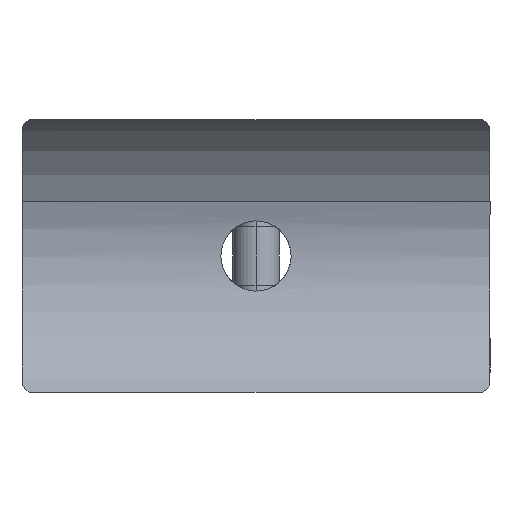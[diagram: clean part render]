
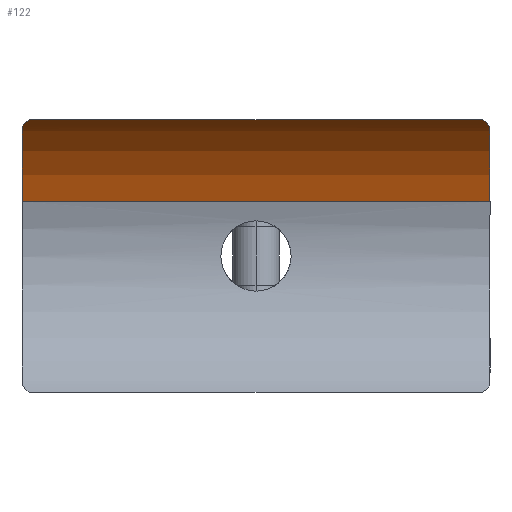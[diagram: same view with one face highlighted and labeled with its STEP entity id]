
A CAD part, left-side view. The second image highlights one B-rep face of the part: STEP entity #122.
In plain terms, the highlighted cylindrical face has radius 21.2 mm (diameter 42.4 mm), a partial arc.
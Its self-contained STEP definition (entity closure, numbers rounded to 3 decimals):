
#15 = EDGE_CURVE ( 'NONE', #4263, #3967, #2942, .T. ) ;
#92 = ORIENTED_EDGE ( 'NONE', *, *, #2103, .F. ) ;
#122 = ADVANCED_FACE ( 'NONE', ( #190 ), #3455, .F. ) ;
#127 = CARTESIAN_POINT ( 'NONE',  ( -56.189, 30., 7. ) ) ;
#168 = LINE ( 'NONE', #2439, #2038 ) ;
#190 = FACE_OUTER_BOUND ( 'NONE', #3149, .T. ) ;
#322 = CARTESIAN_POINT ( 'NONE',  ( -64.192, -28.994, 17.472 ) ) ;
#367 = DIRECTION ( 'NONE',  ( 1., 0., 0. ) ) ;
#418 = CARTESIAN_POINT ( 'NONE',  ( -64.234, 28.889, 17.5 ) ) ;
#441 = CARTESIAN_POINT ( 'NONE',  ( -76.2, 30., 0. ) ) ;
#527 = CARTESIAN_POINT ( 'NONE',  ( -64.234, -28.889, 17.5 ) ) ;
#556 = ORIENTED_EDGE ( 'NONE', *, *, #3287, .T. ) ;
#593 = CARTESIAN_POINT ( 'NONE',  ( -76.2, -39., 0. ) ) ;
#622 = VERTEX_POINT ( 'NONE', #1059 ) ;
#699 = CARTESIAN_POINT ( 'NONE',  ( -64.011, -29.262, 17.346 ) ) ;
#710 = EDGE_CURVE ( 'NONE', #1391, #622, #168, .T. ) ;
#770 = DIRECTION ( 'NONE',  ( 0., -1., 0. ) ) ;
#839 = DIRECTION ( 'NONE',  ( 0., 1., 0. ) ) ;
#867 = B_SPLINE_CURVE_WITH_KNOTS ( 'NONE', 3,
 ( #3271, #3593, #2930, #2183, #1466, #4349, #1010, #2160, #699, #1413, #322, #4735 ),
 .UNSPECIFIED., .F., .F.,
 ( 4, 2, 2, 2, 2, 4 ),
 ( 0., 0.001, 0.001, 0.002, 0.002, 0.003 ),
 .UNSPECIFIED. ) ;
#1010 = CARTESIAN_POINT ( 'NONE',  ( -63.716, -29.548, 17.136 ) ) ;
#1059 = CARTESIAN_POINT ( 'NONE',  ( -64.234, 28.889, 17.5 ) ) ;
#1072 = CARTESIAN_POINT ( 'NONE',  ( -56.189, -39., 7. ) ) ;
#1186 = CARTESIAN_POINT ( 'NONE',  ( -63.041, 29.892, 16.623 ) ) ;
#1391 = VERTEX_POINT ( 'NONE', #527 ) ;
#1413 = CARTESIAN_POINT ( 'NONE',  ( -64.137, -29.089, 17.433 ) ) ;
#1451 = LINE ( 'NONE', #1072, #4150 ) ;
#1460 = CARTESIAN_POINT ( 'NONE',  ( -62.513, 30., 16.192 ) ) ;
#1466 = CARTESIAN_POINT ( 'NONE',  ( -63.212, -29.83, 16.757 ) ) ;
#1980 = AXIS2_PLACEMENT_3D ( 'NONE', #441, #770, #367 ) ;
#2035 = ORIENTED_EDGE ( 'NONE', *, *, #710, .T. ) ;
#2038 = VECTOR ( 'NONE', #4677, 1000. ) ;
#2079 = DIRECTION ( 'NONE',  ( 0., 1., 0. ) ) ;
#2103 = EDGE_CURVE ( 'NONE', #3151, #3099, #3756, .T. ) ;
#2160 = CARTESIAN_POINT ( 'NONE',  ( -63.941, -29.339, 17.296 ) ) ;
#2183 = CARTESIAN_POINT ( 'NONE',  ( -63.036, -29.893, 16.62 ) ) ;
#2439 = CARTESIAN_POINT ( 'NONE',  ( -64.234, -39., 17.5 ) ) ;
#2645 = CARTESIAN_POINT ( 'NONE',  ( -62.691, 29.978, 16.34 ) ) ;
#2693 = ORIENTED_EDGE ( 'NONE', *, *, #15, .F. ) ;
#2718 = AXIS2_PLACEMENT_3D ( 'NONE', #593, #2079, #4602 ) ;
#2930 = CARTESIAN_POINT ( 'NONE',  ( -62.688, -29.978, 16.338 ) ) ;
#2942 = CIRCLE ( 'NONE', #3891, 21.2 ) ;
#2969 = DIRECTION ( 'NONE',  ( -1., 0., 0. ) ) ;
#3016 = CARTESIAN_POINT ( 'NONE',  ( -64.192, 28.994, 17.471 ) ) ;
#3099 = VERTEX_POINT ( 'NONE', #4620 ) ;
#3149 = EDGE_LOOP ( 'NONE', ( #2693, #556, #2035, #4461, #92, #3616 ) ) ;
#3151 = VERTEX_POINT ( 'NONE', #127 ) ;
#3271 = CARTESIAN_POINT ( 'NONE',  ( -62.339, -30., 16.041 ) ) ;
#3287 = EDGE_CURVE ( 'NONE', #4263, #1391, #867, .T. ) ;
#3362 = CARTESIAN_POINT ( 'NONE',  ( -63.941, 29.338, 17.297 ) ) ;
#3455 = CYLINDRICAL_SURFACE ( 'NONE', #2718, 21.2 ) ;
#3525 = EDGE_CURVE ( 'NONE', #622, #3099, #4509, .T. ) ;
#3571 = CARTESIAN_POINT ( 'NONE',  ( -62.339, -30., 16.041 ) ) ;
#3593 = CARTESIAN_POINT ( 'NONE',  ( -62.514, -30., 16.192 ) ) ;
#3616 = ORIENTED_EDGE ( 'NONE', *, *, #3922, .T. ) ;
#3707 = CARTESIAN_POINT ( 'NONE',  ( -64.138, 29.088, 17.434 ) ) ;
#3731 = CARTESIAN_POINT ( 'NONE',  ( -64.013, 29.26, 17.347 ) ) ;
#3756 = CIRCLE ( 'NONE', #1980, 21.2 ) ;
#3891 = AXIS2_PLACEMENT_3D ( 'NONE', #4481, #839, #2969 ) ;
#3922 = EDGE_CURVE ( 'NONE', #3151, #3967, #1451, .T. ) ;
#3967 = VERTEX_POINT ( 'NONE', #3971 ) ;
#3971 = CARTESIAN_POINT ( 'NONE',  ( -56.189, -30., 7. ) ) ;
#4149 = CARTESIAN_POINT ( 'NONE',  ( -62.339, 30., 16.041 ) ) ;
#4150 = VECTOR ( 'NONE', #4414, 1000. ) ;
#4263 = VERTEX_POINT ( 'NONE', #3571 ) ;
#4349 = CARTESIAN_POINT ( 'NONE',  ( -63.552, -29.657, 17.015 ) ) ;
#4414 = DIRECTION ( 'NONE',  ( 0., -1., 0. ) ) ;
#4461 = ORIENTED_EDGE ( 'NONE', *, *, #3525, .T. ) ;
#4481 = CARTESIAN_POINT ( 'NONE',  ( -76.2, -30., 0. ) ) ;
#4501 = CARTESIAN_POINT ( 'NONE',  ( -63.553, 29.656, 17.016 ) ) ;
#4509 = B_SPLINE_CURVE_WITH_KNOTS ( 'NONE', 3,
 ( #418, #3016, #3707, #3731, #3362, #4826, #4501, #4803, #1186, #2645, #1460, #4149 ),
 .UNSPECIFIED., .F., .F.,
 ( 4, 2, 2, 2, 2, 4 ),
 ( 0., 0., 0.001, 0.001, 0.002, 0.003 ),
 .UNSPECIFIED. ) ;
#4602 = DIRECTION ( 'NONE',  ( 0., 0., 1. ) ) ;
#4620 = CARTESIAN_POINT ( 'NONE',  ( -62.339, 30., 16.041 ) ) ;
#4677 = DIRECTION ( 'NONE',  ( 0., 1., 0. ) ) ;
#4735 = CARTESIAN_POINT ( 'NONE',  ( -64.234, -28.889, 17.5 ) ) ;
#4803 = CARTESIAN_POINT ( 'NONE',  ( -63.213, 29.829, 16.758 ) ) ;
#4826 = CARTESIAN_POINT ( 'NONE',  ( -63.718, 29.547, 17.137 ) ) ;
